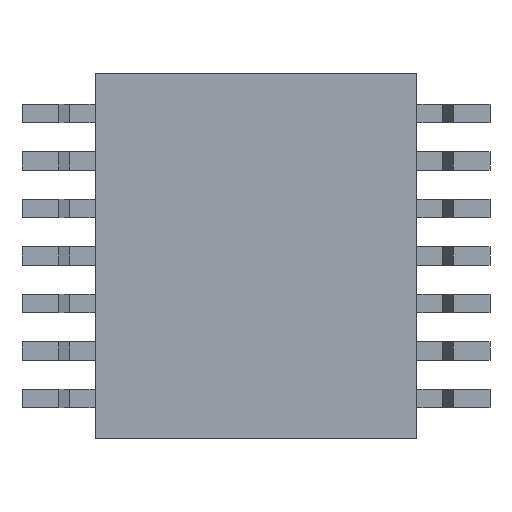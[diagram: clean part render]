
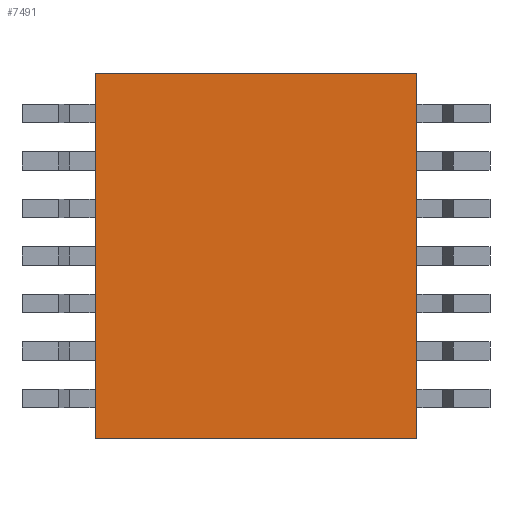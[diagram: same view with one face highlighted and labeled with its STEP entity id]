
A CAD part, front view. The second image highlights one B-rep face of the part: STEP entity #7491.
In plain terms, the highlighted planar face has unit normal (0, -1, 0).
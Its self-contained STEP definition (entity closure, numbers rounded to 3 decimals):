
#5876 = CARTESIAN_POINT ( 'NONE',  ( 2.2, 0., 2.5 ) ) ;
#5877 = LINE ( 'NONE', #5876, #5880 ) ;
#5879 = DIRECTION ( 'NONE',  ( 0., 0., -1. ) ) ;
#5880 = VECTOR ( 'NONE', #5879, 1000. ) ;
#5915 = CARTESIAN_POINT ( 'NONE',  ( 2.2, 0., -2.5 ) ) ;
#5997 = CARTESIAN_POINT ( 'NONE',  ( 2.2, 0., 2.5 ) ) ;
#6043 = CARTESIAN_POINT ( 'NONE',  ( -2.2, 0., 2.5 ) ) ;
#6046 = LINE ( 'NONE', #6043, #6086 ) ;
#6052 = FACE_OUTER_BOUND ( 'NONE', #7434, .T. ) ;
#6053 = AXIS2_PLACEMENT_3D ( 'NONE', #6092, #6091, #6090 ) ;
#6058 = PLANE ( 'NONE',  #6053 ) ;
#6062 = LINE ( 'NONE', #6089, #6088 ) ;
#6072 = LINE ( 'NONE', #6112, #6107 ) ;
#6082 = CARTESIAN_POINT ( 'NONE',  ( -2.2, 0., -2.5 ) ) ;
#6085 = DIRECTION ( 'NONE',  ( 1., 0., 0. ) ) ;
#6086 = VECTOR ( 'NONE', #6085, 1000. ) ;
#6087 = DIRECTION ( 'NONE',  ( 0., 0., 1. ) ) ;
#6088 = VECTOR ( 'NONE', #6087, 1000. ) ;
#6089 = CARTESIAN_POINT ( 'NONE',  ( -2.2, 0., 2.5 ) ) ;
#6090 = DIRECTION ( 'NONE',  ( 0., 0., -1. ) ) ;
#6091 = DIRECTION ( 'NONE',  ( 0., -1., 0. ) ) ;
#6092 = CARTESIAN_POINT ( 'NONE',  ( 2.2, 0., -2.5 ) ) ;
#6093 = CARTESIAN_POINT ( 'NONE',  ( -2.2, 0., 2.5 ) ) ;
#6106 = DIRECTION ( 'NONE',  ( -1., 0., 0. ) ) ;
#6107 = VECTOR ( 'NONE', #6106, 1000. ) ;
#6112 = CARTESIAN_POINT ( 'NONE',  ( -2.2, 0., -2.5 ) ) ;
#7434 = EDGE_LOOP ( 'NONE', ( #7507, #7486, #7504, #7503 ) ) ;
#7435 = EDGE_CURVE ( 'NONE', #7468, #7444, #5877, .T. ) ;
#7444 = VERTEX_POINT ( 'NONE', #5915 ) ;
#7468 = VERTEX_POINT ( 'NONE', #5997 ) ;
#7486 = ORIENTED_EDGE ( 'NONE', *, *, #7495, .F. ) ;
#7491 = ADVANCED_FACE ( 'NONE', ( #6052 ), #6058, .T. ) ;
#7492 = VERTEX_POINT ( 'NONE', #6093 ) ;
#7493 = EDGE_CURVE ( 'NONE', #7498, #7492, #6062, .T. ) ;
#7495 = EDGE_CURVE ( 'NONE', #7492, #7468, #6046, .T. ) ;
#7498 = VERTEX_POINT ( 'NONE', #6082 ) ;
#7500 = EDGE_CURVE ( 'NONE', #7444, #7498, #6072, .T. ) ;
#7503 = ORIENTED_EDGE ( 'NONE', *, *, #7500, .F. ) ;
#7504 = ORIENTED_EDGE ( 'NONE', *, *, #7493, .F. ) ;
#7507 = ORIENTED_EDGE ( 'NONE', *, *, #7435, .F. ) ;
